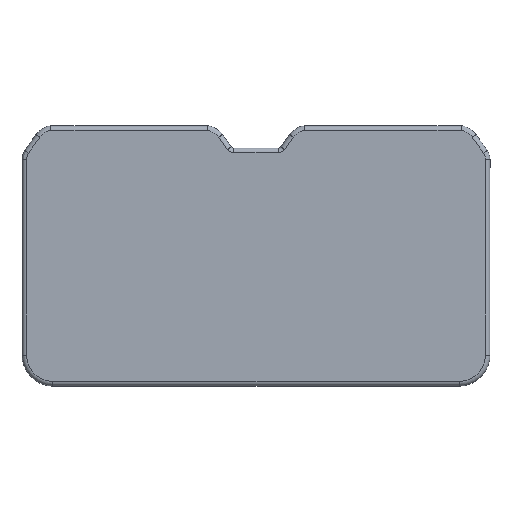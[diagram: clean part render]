
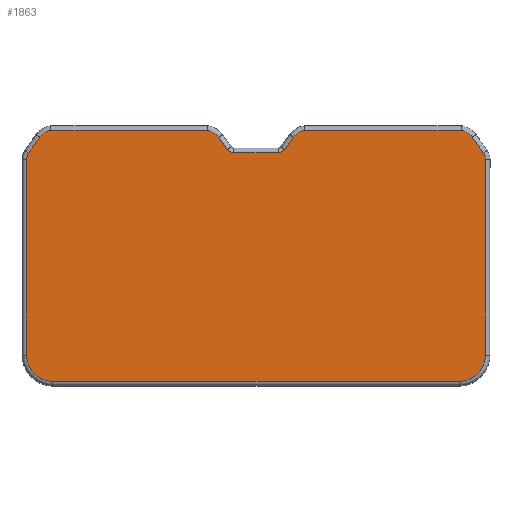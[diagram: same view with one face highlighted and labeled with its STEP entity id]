
A CAD part, top view. The second image highlights one B-rep face of the part: STEP entity #1863.
In plain terms, the highlighted planar face has unit normal (0, 0, 1).
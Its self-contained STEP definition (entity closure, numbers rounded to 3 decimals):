
#139=FACE_OUTER_BOUND('',#251,.T.);
#251=EDGE_LOOP('',(#1429,#1430,#1431,#1432,#1433,#1434,#1435,#1436,#1437,
#1438,#1439,#1440,#1441,#1442,#1443,#1444,#1445,#1446,#1447,#1448));
#326=B_SPLINE_CURVE_WITH_KNOTS('',3,(#2866,#2867,#2868,#2869,#2870,#2871),
 .UNSPECIFIED.,.F.,.F.,(4,1,1,4),(-0.217,-0.171,
-0.124,0.),.UNSPECIFIED.);
#328=B_SPLINE_CURVE_WITH_KNOTS('',3,(#2932,#2933,#2934,#2935,#2936,#2937,
#2938,#2939,#2940),.UNSPECIFIED.,.F.,.F.,(4,1,1,1,1,1,4),(-0.434,
-0.403,-0.372,-0.31,-0.186,
-0.093,0.),.UNSPECIFIED.);
#330=B_SPLINE_CURVE_WITH_KNOTS('',3,(#3004,#3005,#3006,#3007,#3008,#3009,
#3010,#3011,#3012),.UNSPECIFIED.,.F.,.F.,(4,1,1,1,1,1,4),(-0.434,
-0.31,-0.186,-0.124,-0.062,
-0.031,0.),.UNSPECIFIED.);
#332=B_SPLINE_CURVE_WITH_KNOTS('',3,(#3105,#3106,#3107,#3108,#3109,#3110,
#3111,#3112,#3113,#3114),.UNSPECIFIED.,.F.,.F.,(4,1,1,1,1,1,1,4),(-0.434,
-0.403,-0.372,-0.349,-0.31,
-0.186,-0.093,0.),.UNSPECIFIED.);
#334=B_SPLINE_CURVE_WITH_KNOTS('',3,(#3179,#3180,#3181,#3182,#3183,#3184,
#3185,#3186,#3187),.UNSPECIFIED.,.F.,.F.,(4,1,1,1,1,1,4),(-0.434,
-0.31,-0.186,-0.124,-0.062,
-0.031,0.),.UNSPECIFIED.);
#336=B_SPLINE_CURVE_WITH_KNOTS('',3,(#3236,#3237,#3238,#3239,#3240,#3241),
 .UNSPECIFIED.,.F.,.F.,(4,1,1,4),(-0.217,-0.093,
-0.047,0.),.UNSPECIFIED.);
#373=CIRCLE('',#1996,2.5);
#377=CIRCLE('',#2002,2.5);
#387=CIRCLE('',#2017,8.5);
#390=CIRCLE('',#2022,8.5);
#449=LINE('',#2832,#621);
#450=LINE('',#2882,#622);
#452=LINE('',#2954,#624);
#454=LINE('',#3026,#626);
#456=LINE('',#3038,#628);
#458=LINE('',#3050,#630);
#460=LINE('',#3129,#632);
#462=LINE('',#3201,#634);
#464=LINE('',#3252,#636);
#466=LINE('',#3264,#638);
#621=VECTOR('',#2250,10.);
#622=VECTOR('',#2257,10.);
#624=VECTOR('',#2265,10.);
#626=VECTOR('',#2273,10.);
#628=VECTOR('',#2287,10.);
#630=VECTOR('',#2301,10.);
#632=VECTOR('',#2309,10.);
#634=VECTOR('',#2317,10.);
#636=VECTOR('',#2325,10.);
#638=VECTOR('',#2339,10.);
#806=VERTEX_POINT('',#2825);
#809=VERTEX_POINT('',#2830);
#811=VERTEX_POINT('',#2864);
#813=VERTEX_POINT('',#2880);
#815=VERTEX_POINT('',#2930);
#817=VERTEX_POINT('',#2952);
#819=VERTEX_POINT('',#3002);
#821=VERTEX_POINT('',#3024);
#823=VERTEX_POINT('',#3030);
#825=VERTEX_POINT('',#3036);
#827=VERTEX_POINT('',#3042);
#829=VERTEX_POINT('',#3048);
#831=VERTEX_POINT('',#3103);
#833=VERTEX_POINT('',#3127);
#835=VERTEX_POINT('',#3177);
#837=VERTEX_POINT('',#3199);
#839=VERTEX_POINT('',#3234);
#841=VERTEX_POINT('',#3250);
#843=VERTEX_POINT('',#3256);
#845=VERTEX_POINT('',#3262);
#999=EDGE_CURVE('',#809,#806,#449,.T.);
#1001=EDGE_CURVE('',#811,#809,#326,.T.);
#1004=EDGE_CURVE('',#813,#811,#450,.T.);
#1007=EDGE_CURVE('',#815,#813,#328,.T.);
#1010=EDGE_CURVE('',#817,#815,#452,.T.);
#1013=EDGE_CURVE('',#819,#817,#330,.T.);
#1016=EDGE_CURVE('',#821,#819,#454,.T.);
#1019=EDGE_CURVE('',#823,#821,#373,.T.);
#1022=EDGE_CURVE('',#825,#823,#456,.T.);
#1025=EDGE_CURVE('',#827,#825,#377,.T.);
#1028=EDGE_CURVE('',#829,#827,#458,.T.);
#1031=EDGE_CURVE('',#831,#829,#332,.T.);
#1034=EDGE_CURVE('',#833,#831,#460,.T.);
#1037=EDGE_CURVE('',#835,#833,#334,.T.);
#1040=EDGE_CURVE('',#837,#835,#462,.T.);
#1043=EDGE_CURVE('',#839,#837,#336,.T.);
#1046=EDGE_CURVE('',#841,#839,#464,.T.);
#1049=EDGE_CURVE('',#843,#841,#387,.T.);
#1052=EDGE_CURVE('',#845,#843,#466,.T.);
#1054=EDGE_CURVE('',#806,#845,#390,.T.);
#1429=ORIENTED_EDGE('',*,*,#999,.F.);
#1430=ORIENTED_EDGE('',*,*,#1001,.F.);
#1431=ORIENTED_EDGE('',*,*,#1004,.F.);
#1432=ORIENTED_EDGE('',*,*,#1007,.F.);
#1433=ORIENTED_EDGE('',*,*,#1010,.F.);
#1434=ORIENTED_EDGE('',*,*,#1013,.F.);
#1435=ORIENTED_EDGE('',*,*,#1016,.F.);
#1436=ORIENTED_EDGE('',*,*,#1019,.F.);
#1437=ORIENTED_EDGE('',*,*,#1022,.F.);
#1438=ORIENTED_EDGE('',*,*,#1025,.F.);
#1439=ORIENTED_EDGE('',*,*,#1028,.F.);
#1440=ORIENTED_EDGE('',*,*,#1031,.F.);
#1441=ORIENTED_EDGE('',*,*,#1034,.F.);
#1442=ORIENTED_EDGE('',*,*,#1037,.F.);
#1443=ORIENTED_EDGE('',*,*,#1040,.F.);
#1444=ORIENTED_EDGE('',*,*,#1043,.F.);
#1445=ORIENTED_EDGE('',*,*,#1046,.F.);
#1446=ORIENTED_EDGE('',*,*,#1049,.F.);
#1447=ORIENTED_EDGE('',*,*,#1052,.F.);
#1448=ORIENTED_EDGE('',*,*,#1054,.F.);
#1773=PLANE('',#2038);
#1863=ADVANCED_FACE('',(#139),#1773,.T.);
#1996=AXIS2_PLACEMENT_3D('',#3032,#2279,#2280);
#2002=AXIS2_PLACEMENT_3D('',#3044,#2293,#2294);
#2017=AXIS2_PLACEMENT_3D('',#3258,#2331,#2332);
#2022=AXIS2_PLACEMENT_3D('',#3267,#2343,#2344);
#2038=AXIS2_PLACEMENT_3D('',#3347,#2400,#2401);
#2250=DIRECTION('',(0.,-1.,0.));
#2257=DIRECTION('',(0.577,-0.816,0.));
#2265=DIRECTION('',(1.,0.,0.));
#2273=DIRECTION('',(0.577,0.816,0.));
#2279=DIRECTION('center_axis',(0.,0.,1.));
#2280=DIRECTION('ref_axis',(0.46,-0.888,0.));
#2287=DIRECTION('',(1.,0.,0.));
#2293=DIRECTION('center_axis',(0.,0.,1.));
#2294=DIRECTION('ref_axis',(-0.46,-0.888,0.));
#2301=DIRECTION('',(0.577,-0.816,0.));
#2309=DIRECTION('',(1.,0.,0.));
#2317=DIRECTION('',(0.577,0.816,0.));
#2325=DIRECTION('',(0.,1.,0.));
#2331=DIRECTION('center_axis',(0.,0.,-1.));
#2332=DIRECTION('ref_axis',(-0.707,-0.707,0.));
#2339=DIRECTION('',(-1.,0.,0.));
#2343=DIRECTION('center_axis',(0.,0.,-1.));
#2344=DIRECTION('ref_axis',(0.707,-0.707,0.));
#2400=DIRECTION('center_axis',(0.,0.,1.));
#2401=DIRECTION('ref_axis',(-1.,0.,0.));
#2825=CARTESIAN_POINT('',(33.182,-3.682,29.1));
#2830=CARTESIAN_POINT('',(33.182,59.538,29.1));
#2832=CARTESIAN_POINT('',(33.182,12.351,29.1));
#2864=CARTESIAN_POINT('',(32.588,61.596,29.1));
#2866=CARTESIAN_POINT('Ctrl Pts',(32.588,61.596,29.1));
#2867=CARTESIAN_POINT('Ctrl Pts',(32.678,61.469,29.1));
#2868=CARTESIAN_POINT('Ctrl Pts',(32.831,61.198,29.1));
#2869=CARTESIAN_POINT('Ctrl Pts',(33.092,60.521,29.1));
#2870=CARTESIAN_POINT('Ctrl Pts',(33.182,59.952,29.1));
#2871=CARTESIAN_POINT('Ctrl Pts',(33.182,59.538,29.1));
#2880=CARTESIAN_POINT('',(28.939,66.756,29.1));
#2882=CARTESIAN_POINT('',(28.151,67.87,29.1));
#2930=CARTESIAN_POINT('',(25.336,68.95,29.1));
#2932=CARTESIAN_POINT('Ctrl Pts',(25.336,68.95,29.1));
#2933=CARTESIAN_POINT('Ctrl Pts',(25.439,68.95,29.1));
#2934=CARTESIAN_POINT('Ctrl Pts',(25.645,68.928,29.1));
#2935=CARTESIAN_POINT('Ctrl Pts',(26.048,68.837,29.1));
#2936=CARTESIAN_POINT('Ctrl Pts',(26.729,68.589,29.1));
#2937=CARTESIAN_POINT('Ctrl Pts',(27.541,68.124,29.1));
#2938=CARTESIAN_POINT('Ctrl Pts',(28.344,67.472,29.1));
#2939=CARTESIAN_POINT('Ctrl Pts',(28.76,67.009,29.1));
#2940=CARTESIAN_POINT('Ctrl Pts',(28.939,66.756,29.1));
#2952=CARTESIAN_POINT('',(-25.336,68.95,29.1));
#2954=CARTESIAN_POINT('',(-7.832,68.95,29.1));
#3002=CARTESIAN_POINT('',(-28.939,66.756,29.1));
#3004=CARTESIAN_POINT('Ctrl Pts',(-28.939,66.756,29.1));
#3005=CARTESIAN_POINT('Ctrl Pts',(-28.701,67.093,29.1));
#3006=CARTESIAN_POINT('Ctrl Pts',(-28.124,67.691,29.1));
#3007=CARTESIAN_POINT('Ctrl Pts',(-27.275,68.289,29.1));
#3008=CARTESIAN_POINT('Ctrl Pts',(-26.536,68.66,29.1));
#3009=CARTESIAN_POINT('Ctrl Pts',(-26.048,68.837,29.1));
#3010=CARTESIAN_POINT('Ctrl Pts',(-25.645,68.928,29.1));
#3011=CARTESIAN_POINT('Ctrl Pts',(-25.439,68.95,29.1));
#3012=CARTESIAN_POINT('Ctrl Pts',(-25.336,68.95,29.1));
#3024=CARTESIAN_POINT('',(-31.732,62.807,29.1));
#3026=CARTESIAN_POINT('',(-39.994,51.122,29.1));
#3030=CARTESIAN_POINT('',(-33.773,61.75,29.1));
#3032=CARTESIAN_POINT('Origin',(-33.773,64.25,29.1));
#3036=CARTESIAN_POINT('',(-48.227,61.75,29.1));
#3038=CARTESIAN_POINT('',(-37.387,61.75,29.1));
#3042=CARTESIAN_POINT('',(-50.268,62.807,29.1));
#3044=CARTESIAN_POINT('Origin',(-48.227,64.25,29.1));
#3048=CARTESIAN_POINT('',(-53.061,66.756,29.1));
#3050=CARTESIAN_POINT('',(-40.61,49.148,29.1));
#3103=CARTESIAN_POINT('',(-56.664,68.95,29.1));
#3105=CARTESIAN_POINT('Ctrl Pts',(-56.664,68.95,29.1));
#3106=CARTESIAN_POINT('Ctrl Pts',(-56.561,68.95,29.1));
#3107=CARTESIAN_POINT('Ctrl Pts',(-56.355,68.928,29.1));
#3108=CARTESIAN_POINT('Ctrl Pts',(-56.077,68.865,29.1));
#3109=CARTESIAN_POINT('Ctrl Pts',(-55.782,68.775,29.1));
#3110=CARTESIAN_POINT('Ctrl Pts',(-55.203,68.55,29.1));
#3111=CARTESIAN_POINT('Ctrl Pts',(-54.459,68.124,29.1));
#3112=CARTESIAN_POINT('Ctrl Pts',(-53.656,67.472,29.1));
#3113=CARTESIAN_POINT('Ctrl Pts',(-53.24,67.009,29.1));
#3114=CARTESIAN_POINT('Ctrl Pts',(-53.061,66.756,29.1));
#3127=CARTESIAN_POINT('',(-107.336,68.95,29.1));
#3129=CARTESIAN_POINT('',(-7.832,68.95,29.1));
#3177=CARTESIAN_POINT('',(-110.939,66.756,29.1));
#3179=CARTESIAN_POINT('Ctrl Pts',(-110.939,66.756,29.1));
#3180=CARTESIAN_POINT('Ctrl Pts',(-110.701,67.093,29.1));
#3181=CARTESIAN_POINT('Ctrl Pts',(-110.123,67.692,29.1));
#3182=CARTESIAN_POINT('Ctrl Pts',(-109.275,68.289,29.1));
#3183=CARTESIAN_POINT('Ctrl Pts',(-108.536,68.66,29.1));
#3184=CARTESIAN_POINT('Ctrl Pts',(-108.048,68.837,29.1));
#3185=CARTESIAN_POINT('Ctrl Pts',(-107.645,68.928,29.1));
#3186=CARTESIAN_POINT('Ctrl Pts',(-107.439,68.95,29.1));
#3187=CARTESIAN_POINT('Ctrl Pts',(-107.336,68.95,29.1));
#3199=CARTESIAN_POINT('',(-114.588,61.596,29.1));
#3201=CARTESIAN_POINT('',(-108.327,70.45,29.1));
#3234=CARTESIAN_POINT('',(-115.182,59.538,29.1));
#3236=CARTESIAN_POINT('Ctrl Pts',(-115.182,59.538,29.1));
#3237=CARTESIAN_POINT('Ctrl Pts',(-115.182,59.952,29.1));
#3238=CARTESIAN_POINT('Ctrl Pts',(-115.092,60.521,29.1));
#3239=CARTESIAN_POINT('Ctrl Pts',(-114.831,61.198,29.1));
#3240=CARTESIAN_POINT('Ctrl Pts',(-114.678,61.469,29.1));
#3241=CARTESIAN_POINT('Ctrl Pts',(-114.588,61.596,29.1));
#3250=CARTESIAN_POINT('',(-115.182,-3.682,29.1));
#3252=CARTESIAN_POINT('',(-115.182,43.961,29.1));
#3256=CARTESIAN_POINT('',(-106.682,-12.182,29.1));
#3258=CARTESIAN_POINT('Origin',(-106.682,-3.682,29.1));
#3262=CARTESIAN_POINT('',(24.682,-12.182,29.1));
#3264=CARTESIAN_POINT('',(-73.841,-12.182,29.1));
#3267=CARTESIAN_POINT('Origin',(24.682,-3.682,29.1));
#3347=CARTESIAN_POINT('Origin',(-41.,28.384,29.1));
